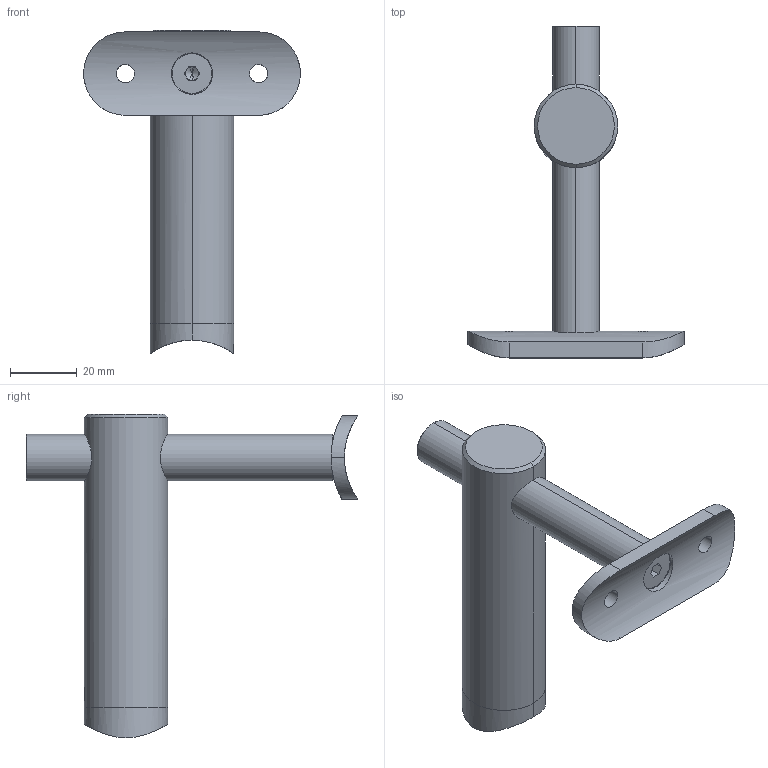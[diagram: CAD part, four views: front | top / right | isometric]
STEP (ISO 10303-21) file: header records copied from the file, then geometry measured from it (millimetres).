
FILE_DESCRIPTION (( 'STEP AP203' ), '1' );
FILE_NAME ('50370-240.STEP', '2020-09-11T12:01:11', ( '' ), ( '' ), 'SwSTEP 2.0', 'SolidWorks 2018', '' );
FILE_SCHEMA (( 'CONFIG_CONTROL_DESIGN' ));
Length unit declared in the file: millimetre
Products named in the file (16): 5037X-240 Teil2; 50370-240; DIN-7991 M3-M10_DIN7991 M6x14; DIN914; DIN-7991 M3-M10; 5037X-240 Teil1_50370-240 Teil1; DIN914_DIN 914 M5x5; DIN913; 5037X-240 Teil3_50370-240 Teil3; 5037X-240 Teil4_5037X-240 Teil4; DIN913_DIN 913 M5x5; 5037X-240 Teil3; 5037X-240 Teil4; 5037X-240 Teil1; 5037X-240 Teil2_50370-240 Teil2
Assembly tree (10 placements, depth 2):
  5037X-240 Teil2
  50370-240
    5037X-240 Teil1_50370-240 Teil1
    5037X-240 Teil2_50370-240 Teil2
    5037X-240 Teil4_5037X-240 Teil4
    5037X-240 Teil3_50370-240 Teil3
    DIN-7991 M3-M10_DIN7991 M6x14
    DIN913_DIN 913 M5x5
    DIN914_DIN 914 M5x5
  5037X-240 Teil3
  5037X-240 Teil4
  5037X-240 Teil1
Bounding box: 65 x 99.58 x 97.06 mm (x, y, z)
Volume: 58667.8 mm3; surface area: 21791.9 mm2
Topology: 7 solids, 7 shells, 353 faces, 887 edges, 570 vertices
Faces by surface type: plane 139, bspline 103, cylinder 75, cone 36
Entity records: 20355 total; most frequent: CARTESIAN_POINT 11078, ORIENTED_EDGE 1752, DIRECTION 1320, EDGE_CURVE 876, VERTEX_POINT 564, AXIS2_PLACEMENT_3D 441, VECTOR 438, LINE 438
